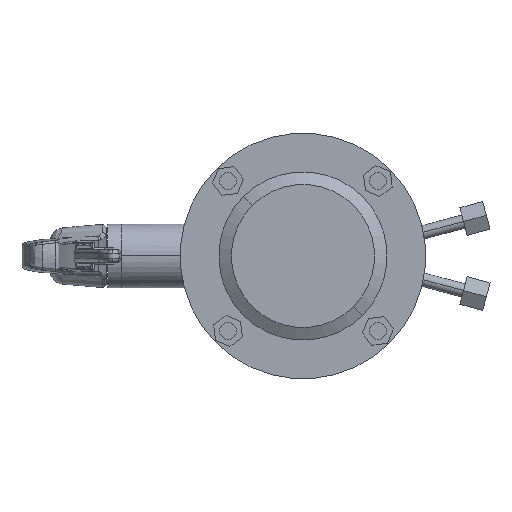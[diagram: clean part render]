
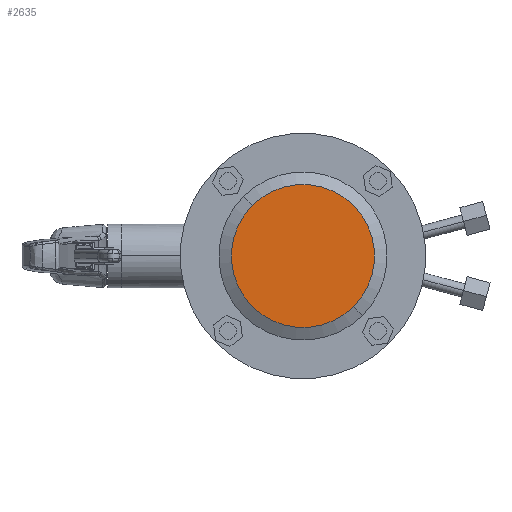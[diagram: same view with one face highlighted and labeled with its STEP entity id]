
A CAD part, left-side view. The second image highlights one B-rep face of the part: STEP entity #2635.
In plain terms, the highlighted planar face has unit normal (-1, 0, 0).
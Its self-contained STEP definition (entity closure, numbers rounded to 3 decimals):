
#7 = VERTEX_POINT ( 'NONE', #4599 ) ;
#182 = CIRCLE ( 'NONE', #5648, 42.5 ) ;
#2635 = ADVANCED_FACE ( 'NONE', ( #4914 ), #17411, .F. ) ;
#3739 = EDGE_CURVE ( 'NONE', #7, #7471, #7274, .T. ) ;
#4599 = CARTESIAN_POINT ( 'NONE',  ( -44.5, -30.052, -30.052 ) ) ;
#4914 = FACE_OUTER_BOUND ( 'NONE', #12045, .T. ) ;
#5475 = CARTESIAN_POINT ( 'NONE',  ( -44.5, 0., 0. ) ) ;
#5531 = DIRECTION ( 'NONE',  ( 0., -0.707, -0.707 ) ) ;
#5648 = AXIS2_PLACEMENT_3D ( 'NONE', #5475, #13597, #13484 ) ;
#6029 = EDGE_CURVE ( 'NONE', #7471, #7, #182, .T. ) ;
#7274 = CIRCLE ( 'NONE', #13550, 42.5 ) ;
#7471 = VERTEX_POINT ( 'NONE', #9829 ) ;
#8983 = CARTESIAN_POINT ( 'NONE',  ( -44.5, 0., 0. ) ) ;
#9529 = DIRECTION ( 'NONE',  ( 0., -0.707, -0.707 ) ) ;
#9829 = CARTESIAN_POINT ( 'NONE',  ( -44.5, 30.052, 30.052 ) ) ;
#12045 = EDGE_LOOP ( 'NONE', ( #12771, #15380 ) ) ;
#12771 = ORIENTED_EDGE ( 'NONE', *, *, #3739, .F. ) ;
#13484 = DIRECTION ( 'NONE',  ( 0., -0.707, -0.707 ) ) ;
#13550 = AXIS2_PLACEMENT_3D ( 'NONE', #17464, #15132, #9529 ) ;
#13597 = DIRECTION ( 'NONE',  ( 1., 0., 0. ) ) ;
#14561 = AXIS2_PLACEMENT_3D ( 'NONE', #8983, #16916, #5531 ) ;
#15132 = DIRECTION ( 'NONE',  ( 1., 0., 0. ) ) ;
#15380 = ORIENTED_EDGE ( 'NONE', *, *, #6029, .F. ) ;
#16916 = DIRECTION ( 'NONE',  ( 1., 0., 0. ) ) ;
#17411 = PLANE ( 'NONE',  #14561 ) ;
#17464 = CARTESIAN_POINT ( 'NONE',  ( -44.5, 0., 0. ) ) ;
